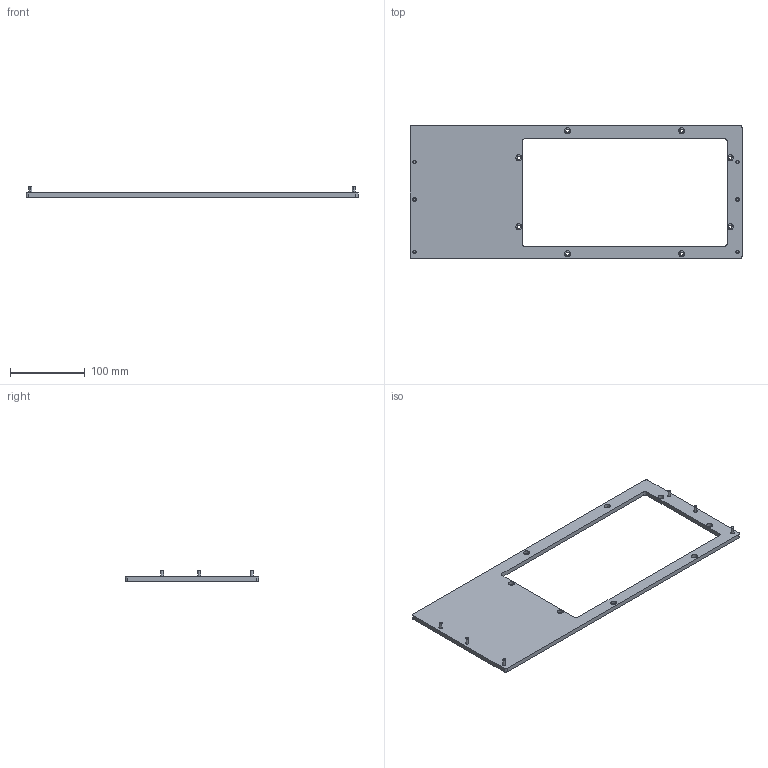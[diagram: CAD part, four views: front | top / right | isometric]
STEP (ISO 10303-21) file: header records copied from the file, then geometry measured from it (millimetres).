
FILE_DESCRIPTION (( 'STEP AP214' ), '1' );
FILE_NAME ('INGUN_113975.STEP', '2024-03-12T09:57:48', ( '' ), ( '' ), 'SwSTEP 2.0', 'SolidWorks 2021', '' );
FILE_SCHEMA (( 'AUTOMOTIVE_DESIGN' ));
Length unit declared in the file: millimetre
Products named in the file (3): INGUN_113975; 113974~1_S; DIN912~n_M04,0x010
Assembly tree (7 placements, depth 2):
  INGUN_113975
    113974~1_S
    DIN912~n_M04,0x010  x6
Bounding box: 444 x 178 x 14.4 mm (x, y, z)
Volume: 236380.7 mm3; surface area: 95111.1 mm2
Topology: 7 solids, 7 shells, 262 faces, 642 edges, 420 vertices
Faces by surface type: cylinder 190, plane 48, cone 24
Entity records: 3753 total; most frequent: DIRECTION 715, CARTESIAN_POINT 604, ORIENTED_EDGE 574, AXIS2_PLACEMENT_3D 301, EDGE_CURVE 287, VERTEX_POINT 190, CIRCLE 174, EDGE_LOOP 163
